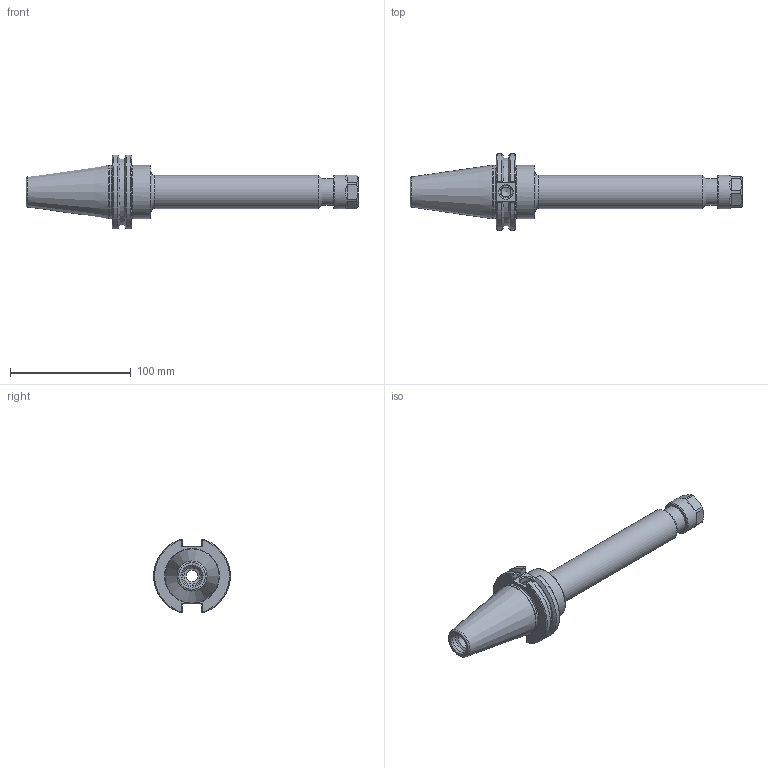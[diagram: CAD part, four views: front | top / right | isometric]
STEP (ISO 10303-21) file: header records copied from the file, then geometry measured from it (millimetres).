
FILE_DESCRIPTION(/* description */ (''),/* implementation_level */ '2;1');
FILE_NAME(/* name */ 'C40-16ERP812.stp',/* time_stamp */ '2020-11-24T12:43:13-05:00',/* author */ ('dalloco'),/* organization */ (''),/* preprocessor_version */ 'ST-DEVELOPER v16.13',/* originating_system */ 'Autodesk Inventor 2018',/* authorisation */ '');
FILE_SCHEMA (('AUTOMOTIVE_DESIGN { 1 0 10303 214 3 1 1 }'));
Length unit declared in the file: inch
Products named in the file (3): C40-16ERP812; C40-16ER8-1; 16ERHPN
Assembly tree (2 placements, depth 2):
  C40-16ERP812
    C40-16ER8-1
    16ERHPN
Bounding box: 274.51 x 63.26 x 61.05 mm (x, y, z)
Volume: 200109 mm3; surface area: 46892.5 mm2
Topology: 3 solids, 3 shells, 130 faces, 315 edges, 198 vertices
Faces by surface type: plane 53, cylinder 39, cone 28, torus 10
Full cylindrical faces by diameter (mm): 8.001 x1, 9.728 x1, 10.135 x1, 10.5 x1, 12.04 x1, 13.383 x1, 13.386 x1, 16.002 x1, 16.459 x1, 17.01 x1, 17.112 x1, 17.272 x1, 20.066 x1, 20.168 x1, 20.676 x1, 22 x1, 22.428 x1, 27.432 x1, 27.737 x1, 43.942 x1, 44.45 x1
Entity records: 3677 total; most frequent: DIRECTION 642, CARTESIAN_POINT 621, ORIENTED_EDGE 504, AXIS2_PLACEMENT_3D 271, EDGE_CURVE 252, EDGE_LOOP 194, VERTEX_POINT 186, FACE_OUTER_BOUND 130
